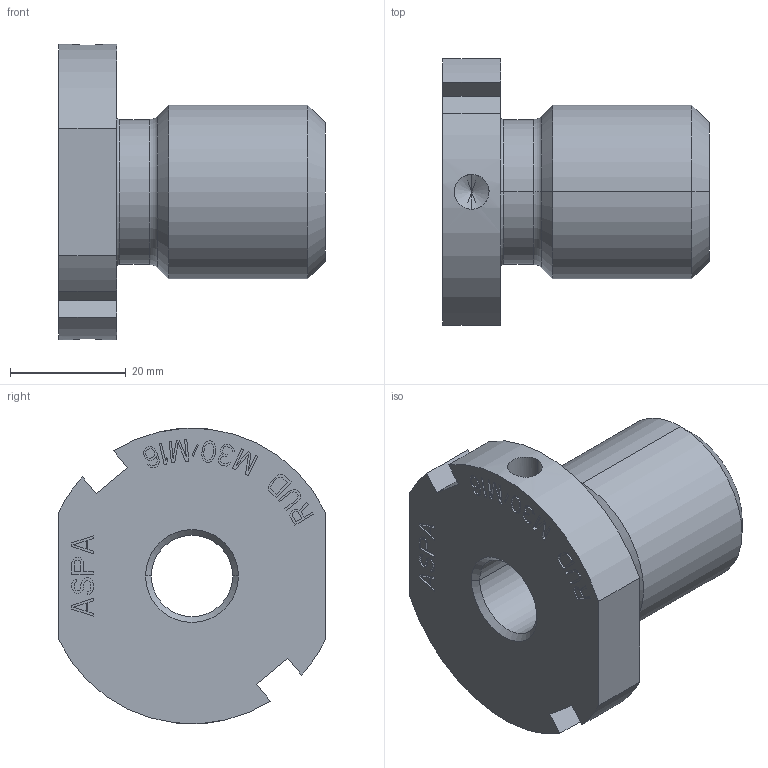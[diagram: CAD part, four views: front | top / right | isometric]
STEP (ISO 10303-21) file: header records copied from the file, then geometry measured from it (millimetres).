
FILE_DESCRIPTION((''),'2;1');
FILE_NAME('001-M32236-P-4','2014-06-04T',('Andreas.Wendler'),(''),'PRO/ENGINEER BY PARAMETRIC TECHNOLOGY CORPORATION, 2010140','PRO/ENGINEER BY PARAMETRIC TECHNOLOGY CORPORATION, 2010140','');
FILE_SCHEMA(('CONFIG_CONTROL_DESIGN'));
Length unit declared in the file: millimetre
Products named in the file (1): 001-M32236-P-4
Bounding box: 46 x 46 x 51 mm (x, y, z)
Volume: 34738.8 mm3; surface area: 11108.1 mm2
Topology: 1 solids, 1 shells, 438 faces, 1228 edges, 812 vertices
Faces by surface type: plane 408, cylinder 14, cone 12, torus 4
Entity records: 13876 total; most frequent: CARTESIAN_POINT 2522, ORIENTED_EDGE 2448, DIRECTION 2138, EDGE_CURVE 1224, VECTOR 1178, LINE 1178, VERTEX_POINT 812, AXIS2_PLACEMENT_3D 480
